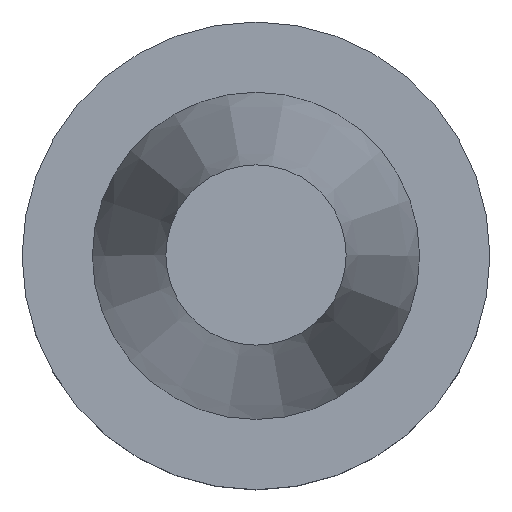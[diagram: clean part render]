
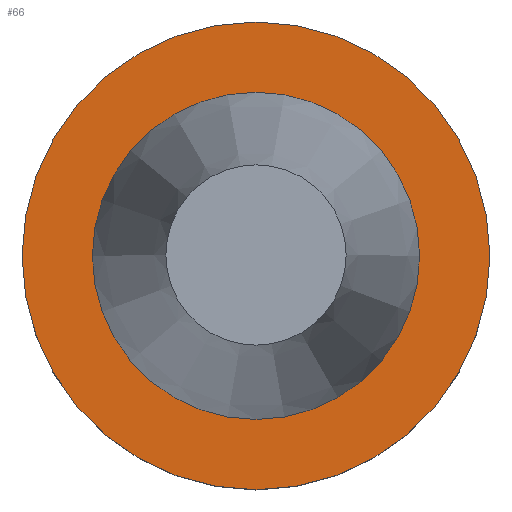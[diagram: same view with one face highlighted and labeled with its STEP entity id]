
A CAD part, top view. The second image highlights one B-rep face of the part: STEP entity #66.
In plain terms, the highlighted planar face has unit normal (0, 0, 1).
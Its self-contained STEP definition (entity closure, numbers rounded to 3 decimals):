
#52=FACE_BOUND('',#91,.T.);
#53=FACE_BOUND('',#92,.T.);
#66=ADVANCED_FACE('',(#52,#53),#72,.F.);
#72=PLANE('',#181);
#91=EDGE_LOOP('',(#113));
#92=EDGE_LOOP('',(#114));
#113=ORIENTED_EDGE('',*,*,#139,.F.);
#114=ORIENTED_EDGE('',*,*,#138,.T.);
#127=VERTEX_POINT('',#261);
#128=VERTEX_POINT('',#264);
#138=EDGE_CURVE('',#127,#127,#149,.T.);
#139=EDGE_CURVE('',#128,#128,#150,.T.);
#149=CIRCLE('',#178,31.775);
#150=CIRCLE('',#180,22.225);
#178=AXIS2_PLACEMENT_3D('',#260,#219,#220);
#180=AXIS2_PLACEMENT_3D('',#263,#223,#224);
#181=AXIS2_PLACEMENT_3D('',#265,#225,#226);
#219=DIRECTION('',(0.0,0.0,1.0));
#220=DIRECTION('',(1.0,0.0,0.0));
#223=DIRECTION('',(0.0,0.0,1.0));
#224=DIRECTION('',(1.0,0.0,0.0));
#225=DIRECTION('',(0.0,0.0,-1.0));
#226=DIRECTION('',(-1.0,0.0,0.0));
#260=CARTESIAN_POINT('',(0.0,0.,-3.2));
#261=CARTESIAN_POINT('',(31.775,0.,-3.2));
#263=CARTESIAN_POINT('',(0.0,0.,-3.2));
#264=CARTESIAN_POINT('',(22.225,0.,-3.2));
#265=CARTESIAN_POINT('',(0.0,-31.775,-3.2));
